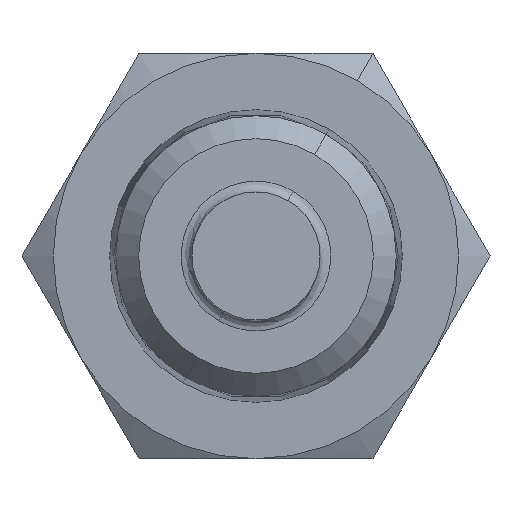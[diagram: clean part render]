
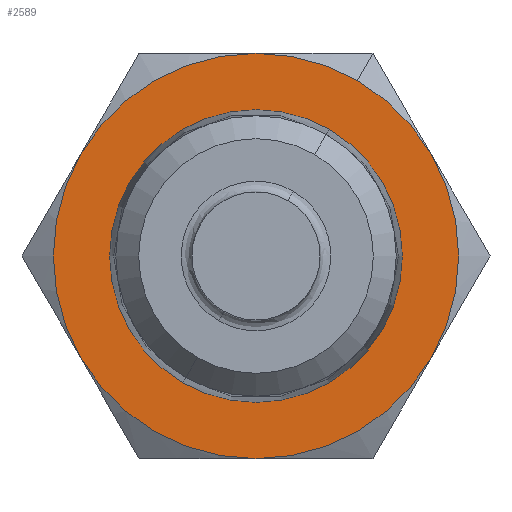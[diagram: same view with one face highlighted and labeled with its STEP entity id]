
A CAD part, front view. The second image highlights one B-rep face of the part: STEP entity #2589.
In plain terms, the highlighted planar face has unit normal (0, -1, 0).
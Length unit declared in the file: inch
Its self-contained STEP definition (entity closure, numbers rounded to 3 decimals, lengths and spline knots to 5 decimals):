
#18 = PLANE ( 'NONE',  #1074 ) ;
#84 = VERTEX_POINT ( 'NONE', #2983 ) ;
#156 = DIRECTION ( 'NONE',  ( 0., 1., 0. ) ) ;
#162 = CIRCLE ( 'NONE', #1580, 0.37402 ) ;
#164 = DIRECTION ( 'NONE',  ( 0.5, 0., 0.866 ) ) ;
#175 = DIRECTION ( 'NONE',  ( -0.5, 0., -0.866 ) ) ;
#232 = CIRCLE ( 'NONE', #2593, 0.27 ) ;
#238 = DIRECTION ( 'NONE',  ( 0.5, 0., 0.866 ) ) ;
#255 = VERTEX_POINT ( 'NONE', #788 ) ;
#314 = EDGE_CURVE ( 'NONE', #2575, #1132, #333, .T. ) ;
#333 = CIRCLE ( 'NONE', #1006, 0.37402 ) ;
#365 = EDGE_CURVE ( 'NONE', #84, #2885, #2776, .T. ) ;
#402 = VERTEX_POINT ( 'NONE', #1827 ) ;
#451 = CARTESIAN_POINT ( 'NONE',  ( 0.18701, 0.33465, 0.32391 ) ) ;
#461 = DIRECTION ( 'NONE',  ( 0., 1., 0. ) ) ;
#466 = ORIENTED_EDGE ( 'NONE', *, *, #713, .T. ) ;
#482 = CIRCLE ( 'NONE', #1004, 0.37402 ) ;
#538 = EDGE_CURVE ( 'NONE', #2885, #540, #753, .T. ) ;
#540 = VERTEX_POINT ( 'NONE', #2950 ) ;
#561 = DIRECTION ( 'NONE',  ( 0., 1., 0. ) ) ;
#638 = ORIENTED_EDGE ( 'NONE', *, *, #2451, .T. ) ;
#644 = VERTEX_POINT ( 'NONE', #1953 ) ;
#691 = EDGE_LOOP ( 'NONE', ( #638, #466 ) ) ;
#706 = CARTESIAN_POINT ( 'NONE',  ( 0., 0.33465, 0. ) ) ;
#713 = EDGE_CURVE ( 'NONE', #255, #402, #2748, .T. ) ;
#743 = FACE_OUTER_BOUND ( 'NONE', #2475, .T. ) ;
#753 = CIRCLE ( 'NONE', #1628, 0.37402 ) ;
#788 = CARTESIAN_POINT ( 'NONE',  ( -0.135, 0.33465, -0.23383 ) ) ;
#830 = CARTESIAN_POINT ( 'NONE',  ( 0., 0.33465, 0. ) ) ;
#874 = ORIENTED_EDGE ( 'NONE', *, *, #1190, .F. ) ;
#890 = CARTESIAN_POINT ( 'NONE',  ( 0., 0.33465, 0. ) ) ;
#928 = AXIS2_PLACEMENT_3D ( 'NONE', #1684, #1440, #2384 ) ;
#1004 = AXIS2_PLACEMENT_3D ( 'NONE', #706, #461, #238 ) ;
#1006 = AXIS2_PLACEMENT_3D ( 'NONE', #1496, #156, #164 ) ;
#1023 = DIRECTION ( 'NONE',  ( 0.5, 0., 0.866 ) ) ;
#1029 = AXIS2_PLACEMENT_3D ( 'NONE', #1739, #2700, #1082 ) ;
#1032 = ORIENTED_EDGE ( 'NONE', *, *, #314, .F. ) ;
#1074 = AXIS2_PLACEMENT_3D ( 'NONE', #1133, #1567, #175 ) ;
#1082 = DIRECTION ( 'NONE',  ( 0.5, 0., 0.866 ) ) ;
#1132 = VERTEX_POINT ( 'NONE', #2582 ) ;
#1133 = CARTESIAN_POINT ( 'NONE',  ( 0., 0.33465, 0. ) ) ;
#1190 = EDGE_CURVE ( 'NONE', #1595, #2575, #162, .T. ) ;
#1221 = AXIS2_PLACEMENT_3D ( 'NONE', #1979, #561, #1259 ) ;
#1259 = DIRECTION ( 'NONE',  ( 0.5, 0., 0.866 ) ) ;
#1290 = DIRECTION ( 'NONE',  ( 0.5, 0., 0.866 ) ) ;
#1322 = CIRCLE ( 'NONE', #1888, 0.37402 ) ;
#1357 = ORIENTED_EDGE ( 'NONE', *, *, #538, .F. ) ;
#1419 = CARTESIAN_POINT ( 'NONE',  ( 0.32391, 0.33465, 0.18701 ) ) ;
#1440 = DIRECTION ( 'NONE',  ( 0., 1., 0. ) ) ;
#1496 = CARTESIAN_POINT ( 'NONE',  ( 0., 0.33465, 0. ) ) ;
#1506 = EDGE_CURVE ( 'NONE', #644, #84, #482, .T. ) ;
#1567 = DIRECTION ( 'NONE',  ( 0., -1., 0. ) ) ;
#1580 = AXIS2_PLACEMENT_3D ( 'NONE', #830, #2456, #1290 ) ;
#1588 = DIRECTION ( 'NONE',  ( 0., 1., 0. ) ) ;
#1595 = VERTEX_POINT ( 'NONE', #451 ) ;
#1628 = AXIS2_PLACEMENT_3D ( 'NONE', #890, #1588, #1794 ) ;
#1684 = CARTESIAN_POINT ( 'NONE',  ( 0., 0.33465, 0. ) ) ;
#1739 = CARTESIAN_POINT ( 'NONE',  ( 0., 0.33465, 0. ) ) ;
#1794 = DIRECTION ( 'NONE',  ( 0.5, 0., 0.866 ) ) ;
#1827 = CARTESIAN_POINT ( 'NONE',  ( 0.135, 0.33465, 0.23383 ) ) ;
#1848 = CIRCLE ( 'NONE', #928, 0.37402 ) ;
#1888 = AXIS2_PLACEMENT_3D ( 'NONE', #1940, #2854, #1023 ) ;
#1940 = CARTESIAN_POINT ( 'NONE',  ( 0., 0.33465, 0. ) ) ;
#1953 = CARTESIAN_POINT ( 'NONE',  ( 0., 0.33465, -0.37402 ) ) ;
#1979 = CARTESIAN_POINT ( 'NONE',  ( 0., 0.33465, 0. ) ) ;
#2022 = FACE_BOUND ( 'NONE', #691, .T. ) ;
#2064 = EDGE_CURVE ( 'NONE', #540, #1595, #1322, .T. ) ;
#2085 = ORIENTED_EDGE ( 'NONE', *, *, #2642, .F. ) ;
#2230 = CARTESIAN_POINT ( 'NONE',  ( -0.32391, 0.33465, 0.18701 ) ) ;
#2292 = ORIENTED_EDGE ( 'NONE', *, *, #1506, .F. ) ;
#2298 = ORIENTED_EDGE ( 'NONE', *, *, #365, .F. ) ;
#2384 = DIRECTION ( 'NONE',  ( 0.5, 0., 0.866 ) ) ;
#2418 = ORIENTED_EDGE ( 'NONE', *, *, #2064, .F. ) ;
#2451 = EDGE_CURVE ( 'NONE', #402, #255, #232, .T. ) ;
#2456 = DIRECTION ( 'NONE',  ( 0., 1., 0. ) ) ;
#2458 = CARTESIAN_POINT ( 'NONE',  ( 0., 0.33465, 0. ) ) ;
#2475 = EDGE_LOOP ( 'NONE', ( #2085, #1032, #874, #2418, #1357, #2298, #2292 ) ) ;
#2575 = VERTEX_POINT ( 'NONE', #1419 ) ;
#2582 = CARTESIAN_POINT ( 'NONE',  ( 0.32391, 0.33465, -0.18701 ) ) ;
#2589 = ADVANCED_FACE ( 'NONE', ( #2022, #743 ), #18, .T. ) ;
#2593 = AXIS2_PLACEMENT_3D ( 'NONE', #2458, #2695, #2932 ) ;
#2642 = EDGE_CURVE ( 'NONE', #1132, #644, #1848, .T. ) ;
#2695 = DIRECTION ( 'NONE',  ( 0., 1., 0. ) ) ;
#2700 = DIRECTION ( 'NONE',  ( 0., 1., 0. ) ) ;
#2748 = CIRCLE ( 'NONE', #1029, 0.27 ) ;
#2776 = CIRCLE ( 'NONE', #1221, 0.37402 ) ;
#2854 = DIRECTION ( 'NONE',  ( 0., 1., 0. ) ) ;
#2885 = VERTEX_POINT ( 'NONE', #2230 ) ;
#2932 = DIRECTION ( 'NONE',  ( 0.5, 0., 0.866 ) ) ;
#2950 = CARTESIAN_POINT ( 'NONE',  ( 0., 0.33465, 0.37402 ) ) ;
#2983 = CARTESIAN_POINT ( 'NONE',  ( -0.32391, 0.33465, -0.18701 ) ) ;
